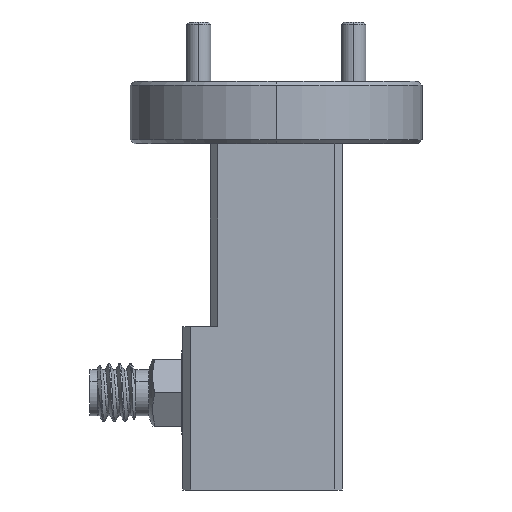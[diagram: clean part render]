
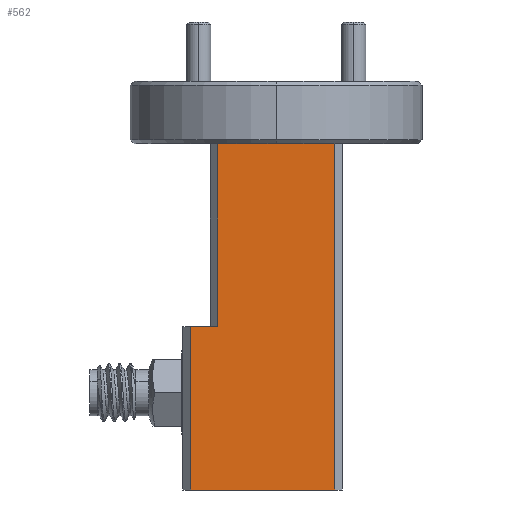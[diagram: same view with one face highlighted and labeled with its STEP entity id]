
A CAD part, left-side view. The second image highlights one B-rep face of the part: STEP entity #562.
In plain terms, the highlighted planar face has unit normal (-1, 0, 0).
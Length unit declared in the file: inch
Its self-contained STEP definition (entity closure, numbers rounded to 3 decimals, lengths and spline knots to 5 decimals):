
#78 = VERTEX_POINT ( 'NONE', #5168 ) ;
#157 = DIRECTION ( 'NONE',  ( 0., -1., 0. ) ) ;
#371 = CARTESIAN_POINT ( 'NONE',  ( -0.17, 0.22, -1.05 ) ) ;
#386 = ORIENTED_EDGE ( 'NONE', *, *, #1397, .T. ) ;
#562 = ADVANCED_FACE ( 'NONE', ( #4690 ), #867, .F. ) ;
#648 = LINE ( 'NONE', #1130, #2807 ) ;
#788 = DIRECTION ( 'NONE',  ( 0., 0., -1. ) ) ;
#834 = CARTESIAN_POINT ( 'NONE',  ( -0.17, -0.15, -2.63263 ) ) ;
#867 = PLANE ( 'NONE',  #1346 ) ;
#988 = CARTESIAN_POINT ( 'NONE',  ( -0.17, -0.75009, -0.63 ) ) ;
#1026 = CARTESIAN_POINT ( 'NONE',  ( -0.17, 0.22, -0.63 ) ) ;
#1130 = CARTESIAN_POINT ( 'NONE',  ( -0.17, 0.15, -0.63 ) ) ;
#1270 = DIRECTION ( 'NONE',  ( 0., -1., 0. ) ) ;
#1296 = LINE ( 'NONE', #2250, #2702 ) ;
#1346 = AXIS2_PLACEMENT_3D ( 'NONE', #2187, #2983, #1270 ) ;
#1395 = CARTESIAN_POINT ( 'NONE',  ( -0.17, -0.15, -0.16 ) ) ;
#1397 = EDGE_CURVE ( 'NONE', #1812, #5237, #4214, .T. ) ;
#1426 = VECTOR ( 'NONE', #3587, 39.37008 ) ;
#1609 = VERTEX_POINT ( 'NONE', #2079 ) ;
#1662 = ORIENTED_EDGE ( 'NONE', *, *, #3095, .T. ) ;
#1812 = VERTEX_POINT ( 'NONE', #1026 ) ;
#2079 = CARTESIAN_POINT ( 'NONE',  ( -0.17, 0.15, -0.63 ) ) ;
#2187 = CARTESIAN_POINT ( 'NONE',  ( -0.17, -0.17, -2.63263 ) ) ;
#2250 = CARTESIAN_POINT ( 'NONE',  ( -0.17, -0.17, -0.16 ) ) ;
#2254 = EDGE_LOOP ( 'NONE', ( #1662, #5551, #4054, #386, #5349, #3962 ) ) ;
#2563 = EDGE_CURVE ( 'NONE', #1609, #1812, #5363, .T. ) ;
#2642 = LINE ( 'NONE', #4008, #3260 ) ;
#2702 = VECTOR ( 'NONE', #4372, 39.37008 ) ;
#2807 = VECTOR ( 'NONE', #4148, 39.37008 ) ;
#2983 = DIRECTION ( 'NONE',  ( 1., 0., 0. ) ) ;
#3086 = VERTEX_POINT ( 'NONE', #5139 ) ;
#3095 = EDGE_CURVE ( 'NONE', #3408, #78, #1296, .T. ) ;
#3126 = EDGE_CURVE ( 'NONE', #3086, #3408, #4396, .T. ) ;
#3260 = VECTOR ( 'NONE', #157, 39.37008 ) ;
#3408 = VERTEX_POINT ( 'NONE', #1395 ) ;
#3459 = VECTOR ( 'NONE', #4283, 39.37008 ) ;
#3587 = DIRECTION ( 'NONE',  ( 0., 1., 0. ) ) ;
#3962 = ORIENTED_EDGE ( 'NONE', *, *, #3126, .T. ) ;
#3992 = VECTOR ( 'NONE', #788, 39.37008 ) ;
#4008 = CARTESIAN_POINT ( 'NONE',  ( -0.17, -0.17, -1.05 ) ) ;
#4054 = ORIENTED_EDGE ( 'NONE', *, *, #2563, .T. ) ;
#4148 = DIRECTION ( 'NONE',  ( 0., 0., -1. ) ) ;
#4214 = LINE ( 'NONE', #5476, #3992 ) ;
#4283 = DIRECTION ( 'NONE',  ( 0., 0., 1. ) ) ;
#4372 = DIRECTION ( 'NONE',  ( 0., 1., 0. ) ) ;
#4396 = LINE ( 'NONE', #834, #3459 ) ;
#4590 = EDGE_CURVE ( 'NONE', #5237, #3086, #2642, .T. ) ;
#4690 = FACE_OUTER_BOUND ( 'NONE', #2254, .T. ) ;
#5058 = EDGE_CURVE ( 'NONE', #78, #1609, #648, .T. ) ;
#5139 = CARTESIAN_POINT ( 'NONE',  ( -0.17, -0.15, -1.05 ) ) ;
#5168 = CARTESIAN_POINT ( 'NONE',  ( -0.17, 0.15, -0.16 ) ) ;
#5237 = VERTEX_POINT ( 'NONE', #371 ) ;
#5349 = ORIENTED_EDGE ( 'NONE', *, *, #4590, .T. ) ;
#5363 = LINE ( 'NONE', #988, #1426 ) ;
#5476 = CARTESIAN_POINT ( 'NONE',  ( -0.17, 0.22, -2.63263 ) ) ;
#5551 = ORIENTED_EDGE ( 'NONE', *, *, #5058, .T. ) ;
